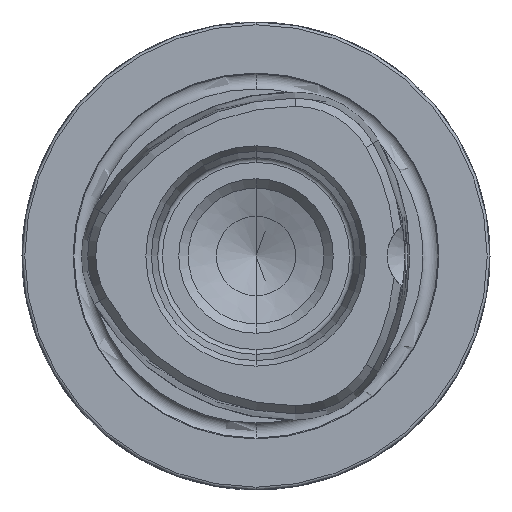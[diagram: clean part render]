
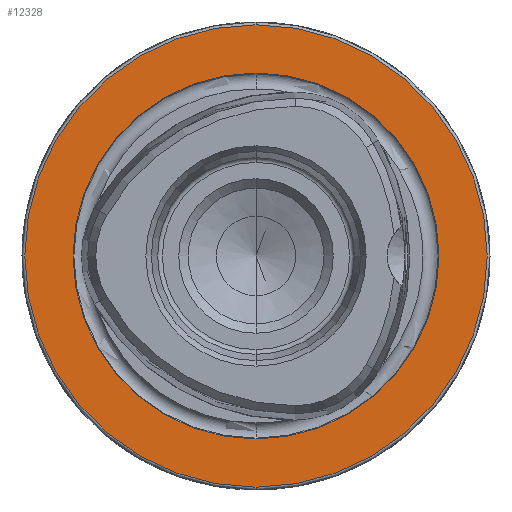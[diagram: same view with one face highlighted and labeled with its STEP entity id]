
A CAD part, left-side view. The second image highlights one B-rep face of the part: STEP entity #12328.
In plain terms, the highlighted planar face has unit normal (-1, 0, 0).
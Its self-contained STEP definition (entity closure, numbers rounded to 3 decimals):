
#92 = CARTESIAN_POINT ( 'NONE',  ( 0., 0., 19.55 ) ) ;
#492 = CARTESIAN_POINT ( 'NONE',  ( 0., 0., 0. ) ) ;
#564 = VERTEX_POINT ( 'NONE', #92 ) ;
#1074 = FACE_BOUND ( 'NONE', #18161, .T. ) ;
#1354 = EDGE_CURVE ( 'NONE', #14388, #12674, #3536, .T. ) ;
#1745 = EDGE_LOOP ( 'NONE', ( #6607, #5451 ) ) ;
#2865 = CARTESIAN_POINT ( 'NONE',  ( 0., 0., -24.7 ) ) ;
#3072 = AXIS2_PLACEMENT_3D ( 'NONE', #492, #13009, #6018 ) ;
#3536 = CIRCLE ( 'NONE', #5897, 24.7 ) ;
#3840 = ORIENTED_EDGE ( 'NONE', *, *, #7369, .F. ) ;
#3958 = CIRCLE ( 'NONE', #9245, 24.7 ) ;
#4933 = DIRECTION ( 'NONE',  ( 0., 0., 1. ) ) ;
#5022 = DIRECTION ( 'NONE',  ( -1., 0., 0. ) ) ;
#5292 = ORIENTED_EDGE ( 'NONE', *, *, #6684, .F. ) ;
#5451 = ORIENTED_EDGE ( 'NONE', *, *, #1354, .T. ) ;
#5897 = AXIS2_PLACEMENT_3D ( 'NONE', #16201, #16295, #17947 ) ;
#6018 = DIRECTION ( 'NONE',  ( 0., 0., 1. ) ) ;
#6607 = ORIENTED_EDGE ( 'NONE', *, *, #14329, .T. ) ;
#6684 = EDGE_CURVE ( 'NONE', #564, #16439, #17752, .T. ) ;
#6715 = FACE_OUTER_BOUND ( 'NONE', #1745, .T. ) ;
#7369 = EDGE_CURVE ( 'NONE', #16439, #564, #12016, .T. ) ;
#7726 = AXIS2_PLACEMENT_3D ( 'NONE', #11020, #17934, #10922 ) ;
#8102 = DIRECTION ( 'NONE',  ( -1., 0., 0. ) ) ;
#9245 = AXIS2_PLACEMENT_3D ( 'NONE', #15008, #8102, #13810 ) ;
#9346 = CARTESIAN_POINT ( 'NONE',  ( 0., 0., 0. ) ) ;
#10922 = DIRECTION ( 'NONE',  ( 0., 0., -1. ) ) ;
#11020 = CARTESIAN_POINT ( 'NONE',  ( 0., 19.55, 0. ) ) ;
#12016 = CIRCLE ( 'NONE', #16724, 19.55 ) ;
#12318 = PLANE ( 'NONE',  #7726 ) ;
#12328 = ADVANCED_FACE ( 'NONE', ( #1074, #6715 ), #12318, .F. ) ;
#12674 = VERTEX_POINT ( 'NONE', #15339 ) ;
#13009 = DIRECTION ( 'NONE',  ( -1., 0., 0. ) ) ;
#13810 = DIRECTION ( 'NONE',  ( 0., 0., 1. ) ) ;
#14329 = EDGE_CURVE ( 'NONE', #12674, #14388, #3958, .T. ) ;
#14388 = VERTEX_POINT ( 'NONE', #2865 ) ;
#14757 = CARTESIAN_POINT ( 'NONE',  ( 0., 0., -19.55 ) ) ;
#15008 = CARTESIAN_POINT ( 'NONE',  ( 0., 0., 0. ) ) ;
#15339 = CARTESIAN_POINT ( 'NONE',  ( 0., 0., 24.7 ) ) ;
#16201 = CARTESIAN_POINT ( 'NONE',  ( 0., 0., 0. ) ) ;
#16295 = DIRECTION ( 'NONE',  ( -1., 0., 0. ) ) ;
#16439 = VERTEX_POINT ( 'NONE', #14757 ) ;
#16724 = AXIS2_PLACEMENT_3D ( 'NONE', #9346, #5022, #4933 ) ;
#17752 = CIRCLE ( 'NONE', #3072, 19.55 ) ;
#17934 = DIRECTION ( 'NONE',  ( 1., 0., 0. ) ) ;
#17947 = DIRECTION ( 'NONE',  ( 0., 0., 1. ) ) ;
#18161 = EDGE_LOOP ( 'NONE', ( #5292, #3840 ) ) ;
